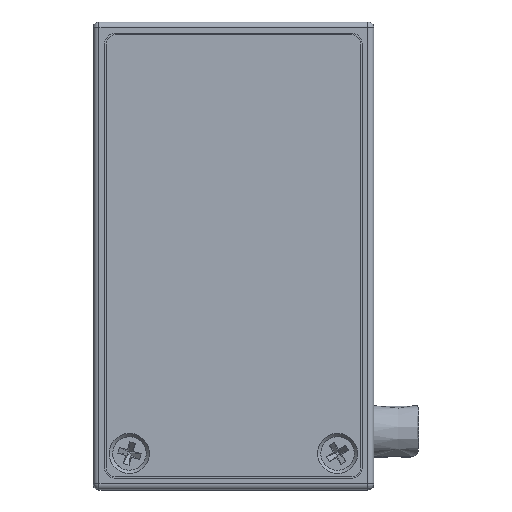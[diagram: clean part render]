
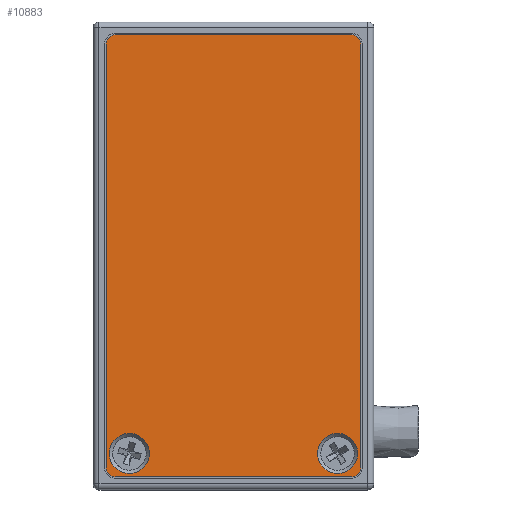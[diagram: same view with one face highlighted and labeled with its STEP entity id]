
A CAD part, top view. The second image highlights one B-rep face of the part: STEP entity #10883.
In plain terms, the highlighted planar face has unit normal (0, 0, 1).
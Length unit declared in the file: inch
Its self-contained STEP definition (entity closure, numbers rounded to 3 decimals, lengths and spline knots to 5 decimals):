
#635=FACE_BOUND('',#2218,.T.);
#636=FACE_BOUND('',#2219,.T.);
#977=PLANE('',#11549);
#1556=FACE_OUTER_BOUND('',#2217,.T.);
#2217=EDGE_LOOP('',(#9635,#9636,#9637,#9638,#9639,#9640,#9641,#9642));
#2218=EDGE_LOOP('',(#9643));
#2219=EDGE_LOOP('',(#9644));
#3180=LINE('',#28013,#4150);
#3184=LINE('',#28022,#4154);
#3186=LINE('',#28027,#4156);
#3190=LINE('',#28036,#4160);
#4150=VECTOR('',#13680,39.37008);
#4154=VECTOR('',#13686,39.37008);
#4156=VECTOR('',#13690,39.37008);
#4160=VECTOR('',#13696,39.37008);
#4322=CIRCLE('',#11534,0.086);
#4325=CIRCLE('',#11539,0.086);
#4330=CIRCLE('',#11550,0.04);
#4331=CIRCLE('',#11551,0.04);
#4332=CIRCLE('',#11552,0.04);
#4333=CIRCLE('',#11553,0.04);
#5273=VERTEX_POINT('',#27993);
#5276=VERTEX_POINT('',#28003);
#5279=VERTEX_POINT('',#28010);
#5280=VERTEX_POINT('',#28012);
#5283=VERTEX_POINT('',#28019);
#5284=VERTEX_POINT('',#28021);
#5285=VERTEX_POINT('',#28025);
#5286=VERTEX_POINT('',#28026);
#5289=VERTEX_POINT('',#28034);
#5290=VERTEX_POINT('',#28035);
#6719=EDGE_CURVE('',#5273,#5273,#4322,.T.);
#6724=EDGE_CURVE('',#5276,#5276,#4325,.T.);
#6727=EDGE_CURVE('',#5280,#5279,#3180,.T.);
#6731=EDGE_CURVE('',#5284,#5283,#3184,.T.);
#6733=EDGE_CURVE('',#5285,#5286,#3186,.T.);
#6737=EDGE_CURVE('',#5289,#5290,#3190,.T.);
#6745=EDGE_CURVE('',#5279,#5289,#4330,.T.);
#6746=EDGE_CURVE('',#5290,#5285,#4331,.T.);
#6747=EDGE_CURVE('',#5286,#5284,#4332,.T.);
#6748=EDGE_CURVE('',#5283,#5280,#4333,.T.);
#9635=ORIENTED_EDGE('',*,*,#6727,.T.);
#9636=ORIENTED_EDGE('',*,*,#6745,.T.);
#9637=ORIENTED_EDGE('',*,*,#6737,.T.);
#9638=ORIENTED_EDGE('',*,*,#6746,.T.);
#9639=ORIENTED_EDGE('',*,*,#6733,.T.);
#9640=ORIENTED_EDGE('',*,*,#6747,.T.);
#9641=ORIENTED_EDGE('',*,*,#6731,.T.);
#9642=ORIENTED_EDGE('',*,*,#6748,.T.);
#9643=ORIENTED_EDGE('',*,*,#6719,.F.);
#9644=ORIENTED_EDGE('',*,*,#6724,.F.);
#10883=ADVANCED_FACE('',(#1556,#635,#636),#977,.F.);
#11534=AXIS2_PLACEMENT_3D('',#27995,#13662,#13663);
#11539=AXIS2_PLACEMENT_3D('',#28005,#13674,#13675);
#11549=AXIS2_PLACEMENT_3D('',#28047,#13710,#13711);
#11550=AXIS2_PLACEMENT_3D('',#28048,#13712,#13713);
#11551=AXIS2_PLACEMENT_3D('',#28049,#13714,#13715);
#11552=AXIS2_PLACEMENT_3D('',#28050,#13716,#13717);
#11553=AXIS2_PLACEMENT_3D('',#28051,#13718,#13719);
#13662=DIRECTION('center_axis',(0.,0.,1.));
#13663=DIRECTION('ref_axis',(1.,0.,0.));
#13674=DIRECTION('center_axis',(0.,0.,1.));
#13675=DIRECTION('ref_axis',(1.,0.,0.));
#13680=DIRECTION('',(0.,-1.,0.));
#13686=DIRECTION('',(-1.,0.,0.));
#13690=DIRECTION('',(0.,1.,0.));
#13696=DIRECTION('',(1.,0.,0.));
#13710=DIRECTION('center_axis',(0.,0.,-1.));
#13711=DIRECTION('ref_axis',(-1.,0.,0.));
#13712=DIRECTION('center_axis',(0.,0.,1.));
#13713=DIRECTION('ref_axis',(-1.,0.,0.));
#13714=DIRECTION('center_axis',(0.,0.,1.));
#13715=DIRECTION('ref_axis',(-1.,0.,0.));
#13716=DIRECTION('center_axis',(0.,0.,1.));
#13717=DIRECTION('ref_axis',(-1.,0.,0.));
#13718=DIRECTION('center_axis',(0.,0.,1.));
#13719=DIRECTION('ref_axis',(-1.,0.,0.));
#27993=CARTESIAN_POINT('',(-1.01135,-0.77951,0.));
#27995=CARTESIAN_POINT('Origin',(-0.92535,-0.77951,0.));
#28003=CARTESIAN_POINT('',(-0.12135,-0.77951,0.));
#28005=CARTESIAN_POINT('Origin',(-0.03535,-0.77951,
0.));
#28010=CARTESIAN_POINT('',(-1.02535,-0.83951,0.));
#28012=CARTESIAN_POINT('',(-1.02535,0.97049,0.));
#28013=CARTESIAN_POINT('',(-1.02535,-0.87951,0.));
#28019=CARTESIAN_POINT('',(-0.98535,1.01049,0.));
#28021=CARTESIAN_POINT('',(0.02465,1.01049,0.));
#28022=CARTESIAN_POINT('',(-1.02535,1.01049,0.));
#28025=CARTESIAN_POINT('',(0.06465,-0.83951,0.));
#28026=CARTESIAN_POINT('',(0.06465,0.97049,0.));
#28027=CARTESIAN_POINT('',(0.06465,1.01049,0.));
#28034=CARTESIAN_POINT('',(-0.98535,-0.87951,0.));
#28035=CARTESIAN_POINT('',(0.02465,-0.87951,0.));
#28036=CARTESIAN_POINT('',(0.06465,-0.87951,0.));
#28047=CARTESIAN_POINT('Origin',(-1.02535,1.01049,0.));
#28048=CARTESIAN_POINT('Origin',(-0.98535,-0.83951,0.));
#28049=CARTESIAN_POINT('Origin',(0.02465,-0.83951,0.));
#28050=CARTESIAN_POINT('Origin',(0.02465,0.97049,0.));
#28051=CARTESIAN_POINT('Origin',(-0.98535,0.97049,0.));
